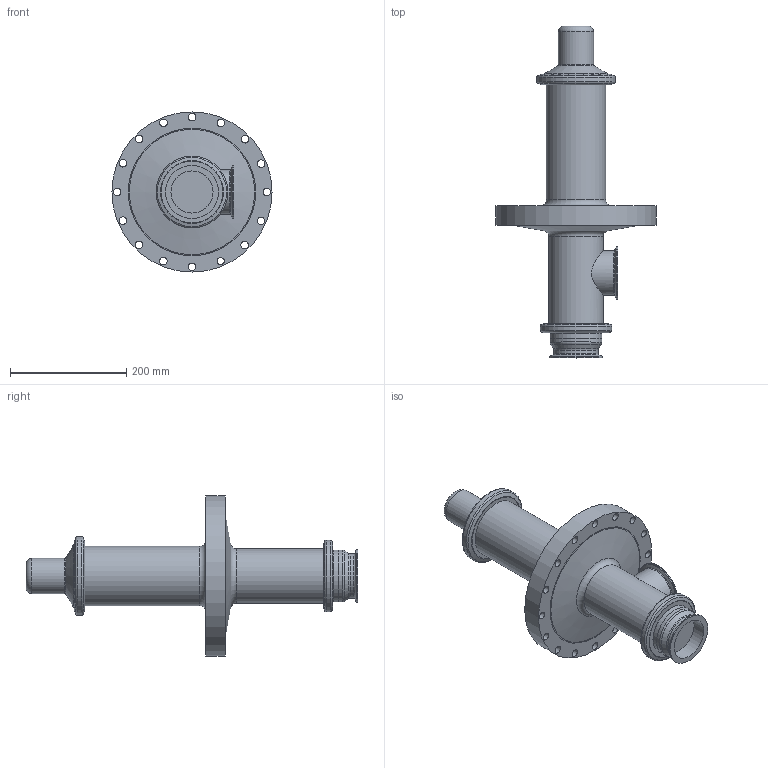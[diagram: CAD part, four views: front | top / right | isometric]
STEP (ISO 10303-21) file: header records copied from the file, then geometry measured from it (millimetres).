
FILE_DESCRIPTION(/* description */ (''),/* implementation_level */ '2;1');
FILE_NAME(/* name */ 'PSRV-30-2022.stp',/* time_stamp */ '2024-04-04T13:12:58+09:00',/* author */ ('autocad33'),/* organization */ (''),/* preprocessor_version */ 'ST-DEVELOPER v19.2',/* originating_system */ 'Autodesk Inventor 2023',/* authorisation */ '');
FILE_SCHEMA (('AUTOMOTIVE_DESIGN { 1 0 10303 214 3 1 1 }'));
Length unit declared in the file: millimetre
Products named in the file (1): PSRV-30-2022
Bounding box: 275 x 570.13 x 275 mm (x, y, z)
Volume: 5808376.6 mm3; surface area: 369395.8 mm2
Topology: 2 solids, 2 shells, 73 faces, 191 edges, 127 vertices
Faces by surface type: cylinder 29, torus 21, cone 13, plane 10
Full cylindrical faces by diameter (mm): 12.331 x1, 13 x15, 60.5 x1, 72.3 x2, 76.3 x2, 89.1 x1, 91 x2, 93 x1, 101.6 x1, 109 x1, 135 x1, 275 x1
Entity records: 2503 total; most frequent: DIRECTION 479, CARTESIAN_POINT 458, ORIENTED_EDGE 380, AXIS2_PLACEMENT_3D 218, EDGE_CURVE 190, CIRCLE 144, VERTEX_POINT 127, EDGE_LOOP 111
